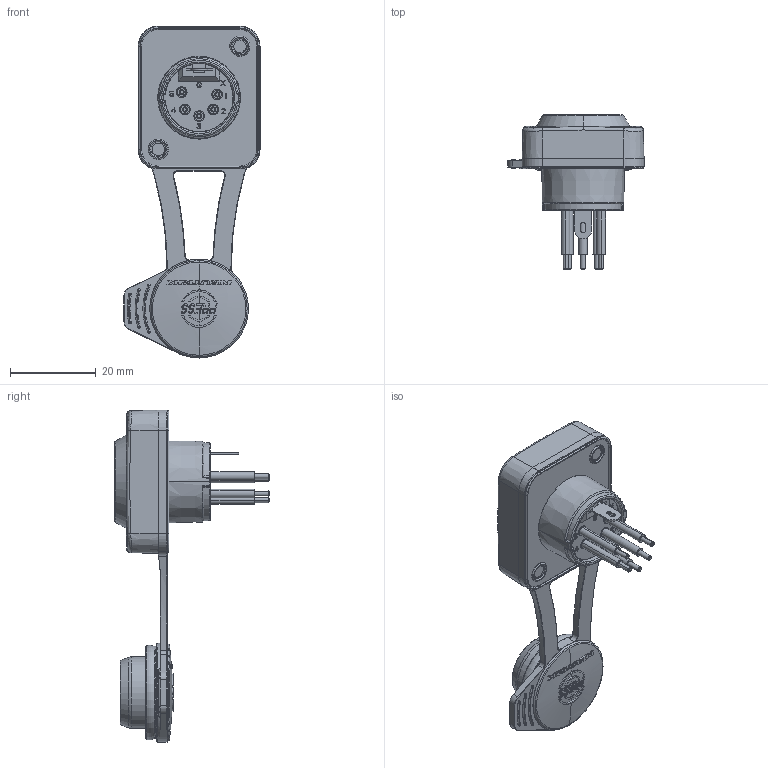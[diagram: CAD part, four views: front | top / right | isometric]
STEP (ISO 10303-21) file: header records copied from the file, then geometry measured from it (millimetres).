
FILE_DESCRIPTION((''),'2;1');
FILE_NAME('30012637','2025-07-03T10:11:32',('SYSTEM'),(''),'CREO PARAMETRIC BY PTC INC, 2023424','CREO PARAMETRIC BY PTC INC, 2023424','');
FILE_SCHEMA(('CONFIG_CONTROL_DESIGN'));
Length unit declared in the file: millimetre
Products named in the file (1): 30012637
Bounding box: 31.7 x 36 x 77.3 mm (x, y, z)
Volume: 18967 mm3; surface area: 11807.6 mm2
Topology: 13 solids, 14 shells, 1541 faces, 4194 edges, 2807 vertices
Faces by surface type: plane 912, cylinder 333, torus 94, cone 88, bspline 66, sphere 32, extrusion 16
Entity records: 53778 total; most frequent: CARTESIAN_POINT 14092, DIRECTION 8395, ORIENTED_EDGE 8364, EDGE_CURVE 4182, AXIS2_PLACEMENT_3D 3153, VERTEX_POINT 2807, VECTOR 2089, LINE 2073
